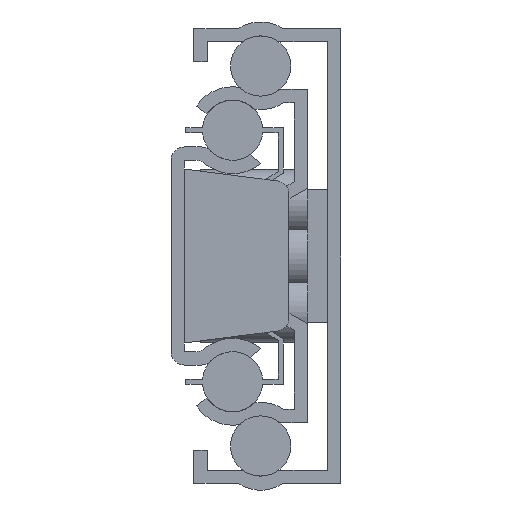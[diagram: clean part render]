
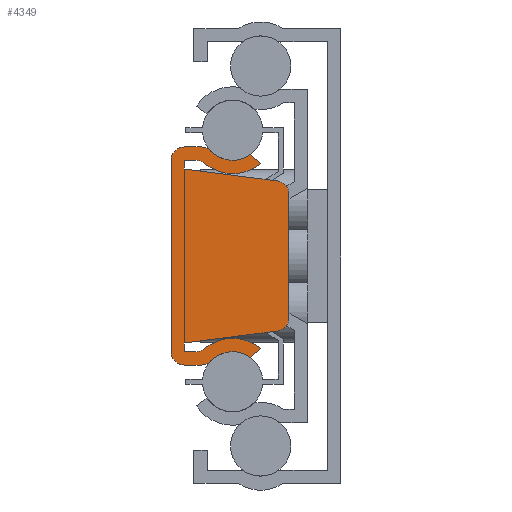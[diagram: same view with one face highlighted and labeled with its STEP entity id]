
A CAD part, left-side view. The second image highlights one B-rep face of the part: STEP entity #4349.
In plain terms, the highlighted planar face has unit normal (-1, 0, 0).
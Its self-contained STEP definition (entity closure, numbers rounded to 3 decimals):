
#343=FACE_OUTER_BOUND('',#607,.T.);
#607=EDGE_LOOP('',(#3669,#3670,#3671,#3672,#3673,#3674,#3675,#3676,#3677,
#3678,#3679,#3680,#3681,#3682,#3683,#3684,#3685,#3686,#3687,#3688,#3689,
#3690,#3691,#3692));
#999=LINE('',#6957,#1457);
#1002=LINE('',#6963,#1460);
#1003=LINE('',#6967,#1461);
#1004=LINE('',#6973,#1462);
#1005=LINE('',#6979,#1463);
#1006=LINE('',#6981,#1464);
#1007=LINE('',#6983,#1465);
#1008=LINE('',#6987,#1466);
#1009=LINE('',#6991,#1467);
#1010=LINE('',#6993,#1468);
#1011=LINE('',#6995,#1469);
#1012=LINE('',#7001,#1470);
#1457=VECTOR('',#5687,1.255);
#1460=VECTOR('',#5692,14.3);
#1461=VECTOR('',#5695,1.255);
#1462=VECTOR('',#5700,1.027);
#1463=VECTOR('',#5705,0.861);
#1464=VECTOR('',#5706,0.65);
#1465=VECTOR('',#5707,6.984);
#1466=VECTOR('',#5710,9.24);
#1467=VECTOR('',#5713,6.984);
#1468=VECTOR('',#5714,0.65);
#1469=VECTOR('',#5715,0.861);
#1470=VECTOR('',#5720,1.027);
#1720=CIRCLE('',#4698,1.);
#1721=CIRCLE('',#4701,1.);
#1722=CIRCLE('',#4702,1.);
#1723=CIRCLE('',#4703,2.25);
#1724=CIRCLE('',#4704,3.25);
#1725=CIRCLE('',#4705,1.);
#1726=CIRCLE('',#4706,1.);
#1727=CIRCLE('',#4707,1.);
#1728=CIRCLE('',#4708,1.);
#1729=CIRCLE('',#4709,3.25);
#1730=CIRCLE('',#4710,2.25);
#1731=CIRCLE('',#4711,1.);
#2057=VERTEX_POINT('',#6950);
#2058=VERTEX_POINT('',#6952);
#2059=VERTEX_POINT('',#6956);
#2061=VERTEX_POINT('',#6962);
#2062=VERTEX_POINT('',#6964);
#2063=VERTEX_POINT('',#6966);
#2064=VERTEX_POINT('',#6968);
#2065=VERTEX_POINT('',#6970);
#2066=VERTEX_POINT('',#6972);
#2067=VERTEX_POINT('',#6974);
#2068=VERTEX_POINT('',#6976);
#2069=VERTEX_POINT('',#6978);
#2070=VERTEX_POINT('',#6980);
#2071=VERTEX_POINT('',#6982);
#2072=VERTEX_POINT('',#6984);
#2073=VERTEX_POINT('',#6986);
#2074=VERTEX_POINT('',#6988);
#2075=VERTEX_POINT('',#6990);
#2076=VERTEX_POINT('',#6992);
#2077=VERTEX_POINT('',#6994);
#2078=VERTEX_POINT('',#6996);
#2079=VERTEX_POINT('',#6998);
#2080=VERTEX_POINT('',#7000);
#2081=VERTEX_POINT('',#7002);
#2615=EDGE_CURVE('',#2057,#2058,#1720,.T.);
#2617=EDGE_CURVE('',#2059,#2058,#999,.T.);
#2620=EDGE_CURVE('',#2057,#2061,#1002,.T.);
#2621=EDGE_CURVE('',#2062,#2061,#1721,.T.);
#2622=EDGE_CURVE('',#2062,#2063,#1003,.T.);
#2623=EDGE_CURVE('',#2064,#2063,#1722,.T.);
#2624=EDGE_CURVE('',#2064,#2065,#1723,.T.);
#2625=EDGE_CURVE('',#2065,#2066,#1004,.T.);
#2626=EDGE_CURVE('',#2066,#2067,#1724,.T.);
#2627=EDGE_CURVE('',#2068,#2067,#1725,.T.);
#2628=EDGE_CURVE('',#2068,#2069,#1005,.T.);
#2629=EDGE_CURVE('',#2069,#2070,#1006,.T.);
#2630=EDGE_CURVE('',#2070,#2071,#1007,.T.);
#2631=EDGE_CURVE('',#2072,#2071,#1726,.T.);
#2632=EDGE_CURVE('',#2073,#2072,#1008,.T.);
#2633=EDGE_CURVE('',#2074,#2073,#1727,.T.);
#2634=EDGE_CURVE('',#2075,#2074,#1009,.T.);
#2635=EDGE_CURVE('',#2075,#2076,#1010,.T.);
#2636=EDGE_CURVE('',#2076,#2077,#1011,.T.);
#2637=EDGE_CURVE('',#2078,#2077,#1728,.T.);
#2638=EDGE_CURVE('',#2078,#2079,#1729,.T.);
#2639=EDGE_CURVE('',#2079,#2080,#1012,.T.);
#2640=EDGE_CURVE('',#2080,#2081,#1730,.T.);
#2641=EDGE_CURVE('',#2059,#2081,#1731,.T.);
#3669=ORIENTED_EDGE('',*,*,#2615,.F.);
#3670=ORIENTED_EDGE('',*,*,#2620,.T.);
#3671=ORIENTED_EDGE('',*,*,#2621,.F.);
#3672=ORIENTED_EDGE('',*,*,#2622,.T.);
#3673=ORIENTED_EDGE('',*,*,#2623,.F.);
#3674=ORIENTED_EDGE('',*,*,#2624,.T.);
#3675=ORIENTED_EDGE('',*,*,#2625,.T.);
#3676=ORIENTED_EDGE('',*,*,#2626,.T.);
#3677=ORIENTED_EDGE('',*,*,#2627,.F.);
#3678=ORIENTED_EDGE('',*,*,#2628,.T.);
#3679=ORIENTED_EDGE('',*,*,#2629,.T.);
#3680=ORIENTED_EDGE('',*,*,#2630,.T.);
#3681=ORIENTED_EDGE('',*,*,#2631,.F.);
#3682=ORIENTED_EDGE('',*,*,#2632,.F.);
#3683=ORIENTED_EDGE('',*,*,#2633,.F.);
#3684=ORIENTED_EDGE('',*,*,#2634,.F.);
#3685=ORIENTED_EDGE('',*,*,#2635,.T.);
#3686=ORIENTED_EDGE('',*,*,#2636,.T.);
#3687=ORIENTED_EDGE('',*,*,#2637,.F.);
#3688=ORIENTED_EDGE('',*,*,#2638,.T.);
#3689=ORIENTED_EDGE('',*,*,#2639,.T.);
#3690=ORIENTED_EDGE('',*,*,#2640,.T.);
#3691=ORIENTED_EDGE('',*,*,#2641,.F.);
#3692=ORIENTED_EDGE('',*,*,#2617,.T.);
#4149=PLANE('',#4700);
#4349=ADVANCED_FACE('',(#343),#4149,.F.);
#4698=AXIS2_PLACEMENT_3D('',#6953,#5682,#5683);
#4700=AXIS2_PLACEMENT_3D('',#6961,#5690,#5691);
#4701=AXIS2_PLACEMENT_3D('',#6965,#5693,#5694);
#4702=AXIS2_PLACEMENT_3D('',#6969,#5696,#5697);
#4703=AXIS2_PLACEMENT_3D('',#6971,#5698,#5699);
#4704=AXIS2_PLACEMENT_3D('',#6975,#5701,#5702);
#4705=AXIS2_PLACEMENT_3D('',#6977,#5703,#5704);
#4706=AXIS2_PLACEMENT_3D('',#6985,#5708,#5709);
#4707=AXIS2_PLACEMENT_3D('',#6989,#5711,#5712);
#4708=AXIS2_PLACEMENT_3D('',#6997,#5716,#5717);
#4709=AXIS2_PLACEMENT_3D('',#6999,#5718,#5719);
#4710=AXIS2_PLACEMENT_3D('',#7003,#5721,#5722);
#4711=AXIS2_PLACEMENT_3D('',#7004,#5723,#5724);
#5682=DIRECTION('center_axis',(1.,0.,0.));
#5683=DIRECTION('ref_axis',(0.,0.707,0.707));
#5687=DIRECTION('',(0.,1.,0.));
#5690=DIRECTION('center_axis',(1.,0.,0.));
#5691=DIRECTION('ref_axis',(0.,0.,-1.));
#5692=DIRECTION('',(0.,0.,-1.));
#5693=DIRECTION('center_axis',(1.,0.,0.));
#5694=DIRECTION('ref_axis',(0.,0.707,-0.707));
#5695=DIRECTION('',(0.,-1.,0.));
#5696=DIRECTION('center_axis',(1.,0.,0.));
#5697=DIRECTION('ref_axis',(0.,-0.392,-0.92));
#5698=DIRECTION('center_axis',(1.,0.,0.));
#5699=DIRECTION('ref_axis',(0.,-0.831,-0.556));
#5700=DIRECTION('',(0.,-0.779,0.627));
#5701=DIRECTION('center_axis',(-1.,0.,0.));
#5702=DIRECTION('ref_axis',(0.,0.722,0.692));
#5703=DIRECTION('center_axis',(-1.,0.,0.));
#5704=DIRECTION('ref_axis',(0.,-0.343,-0.939));
#5705=DIRECTION('',(0.,1.,0.));
#5706=DIRECTION('',(0.,0.,1.));
#5707=DIRECTION('',(0.,-0.992,0.127));
#5708=DIRECTION('center_axis',(1.,0.,0.));
#5709=DIRECTION('ref_axis',(0.,-0.751,-0.661));
#5710=DIRECTION('',(0.,0.,-1.));
#5711=DIRECTION('center_axis',(1.,0.,0.));
#5712=DIRECTION('ref_axis',(0.,-0.751,0.661));
#5713=DIRECTION('',(0.,-0.992,-0.127));
#5714=DIRECTION('',(0.,0.,1.));
#5715=DIRECTION('',(0.,-1.,0.));
#5716=DIRECTION('center_axis',(-1.,0.,0.));
#5717=DIRECTION('ref_axis',(0.,-0.343,0.939));
#5718=DIRECTION('center_axis',(-1.,0.,0.));
#5719=DIRECTION('ref_axis',(0.,-0.646,-0.763));
#5720=DIRECTION('',(0.,0.779,0.627));
#5721=DIRECTION('center_axis',(1.,0.,0.));
#5722=DIRECTION('ref_axis',(0.,-1.,0.));
#5723=DIRECTION('center_axis',(1.,0.,0.));
#5724=DIRECTION('ref_axis',(0.,-0.392,0.92));
#6950=CARTESIAN_POINT('',(-124.,12.7,7.15));
#6952=CARTESIAN_POINT('',(-124.,11.7,8.15));
#6953=CARTESIAN_POINT('Origin',(-124.,11.7,7.15));
#6956=CARTESIAN_POINT('',(-124.,10.445,8.15));
#6957=CARTESIAN_POINT('',(-124.,12.7,8.15));
#6961=CARTESIAN_POINT('Origin',(-124.,10.979,-5.099));
#6962=CARTESIAN_POINT('',(-124.,12.7,-7.15));
#6963=CARTESIAN_POINT('',(-124.,12.7,0.));
#6964=CARTESIAN_POINT('',(-124.,11.7,-8.15));
#6965=CARTESIAN_POINT('Origin',(-124.,11.7,-7.15));
#6966=CARTESIAN_POINT('',(-124.,10.445,-8.15));
#6967=CARTESIAN_POINT('',(-124.,9.971,-8.15));
#6968=CARTESIAN_POINT('',(-124.,9.724,-7.842));
#6969=CARTESIAN_POINT('Origin',(-124.,10.445,-7.15));
#6970=CARTESIAN_POINT('',(-124.,6.8,-7.564));
#6971=CARTESIAN_POINT('Origin',(-124.,8.1,-9.4));
#6972=CARTESIAN_POINT('',(-124.,6.,-6.92));
#6973=CARTESIAN_POINT('',(-124.,6.,-6.92));
#6974=CARTESIAN_POINT('',(-124.,10.194,-6.915));
#6975=CARTESIAN_POINT('Origin',(-124.,8.1,-9.4));
#6976=CARTESIAN_POINT('',(-124.,10.839,-7.15));
#6977=CARTESIAN_POINT('Origin',(-124.,10.839,-6.15));
#6978=CARTESIAN_POINT('',(-124.,11.7,-7.15));
#6979=CARTESIAN_POINT('',(-124.,11.7,-7.15));
#6980=CARTESIAN_POINT('',(-124.,11.7,-6.5));
#6981=CARTESIAN_POINT('',(-124.,11.7,0.));
#6982=CARTESIAN_POINT('',(-124.,4.773,-5.612));
#6983=CARTESIAN_POINT('',(-124.,11.7,-6.5));
#6984=CARTESIAN_POINT('',(-124.,3.9,-4.62));
#6985=CARTESIAN_POINT('Origin',(-124.,4.9,-4.62));
#6986=CARTESIAN_POINT('',(-124.,3.9,4.62));
#6987=CARTESIAN_POINT('',(-124.,3.9,-5.5));
#6988=CARTESIAN_POINT('',(-124.,4.773,5.612));
#6989=CARTESIAN_POINT('Origin',(-124.,4.9,4.62));
#6990=CARTESIAN_POINT('',(-124.,11.7,6.5));
#6991=CARTESIAN_POINT('',(-124.,11.7,6.5));
#6992=CARTESIAN_POINT('',(-124.,11.7,7.15));
#6993=CARTESIAN_POINT('',(-124.,11.7,0.));
#6994=CARTESIAN_POINT('',(-124.,10.839,7.15));
#6995=CARTESIAN_POINT('',(-124.,10.445,7.15));
#6996=CARTESIAN_POINT('',(-124.,10.194,6.915));
#6997=CARTESIAN_POINT('Origin',(-124.,10.839,6.15));
#6998=CARTESIAN_POINT('',(-124.,6.,6.92));
#6999=CARTESIAN_POINT('Origin',(-124.,8.1,9.4));
#7000=CARTESIAN_POINT('',(-124.,6.8,7.564));
#7001=CARTESIAN_POINT('',(-124.,6.8,7.564));
#7002=CARTESIAN_POINT('',(-124.,9.724,7.842));
#7003=CARTESIAN_POINT('Origin',(-124.,8.1,9.4));
#7004=CARTESIAN_POINT('Origin',(-124.,10.445,7.15));
